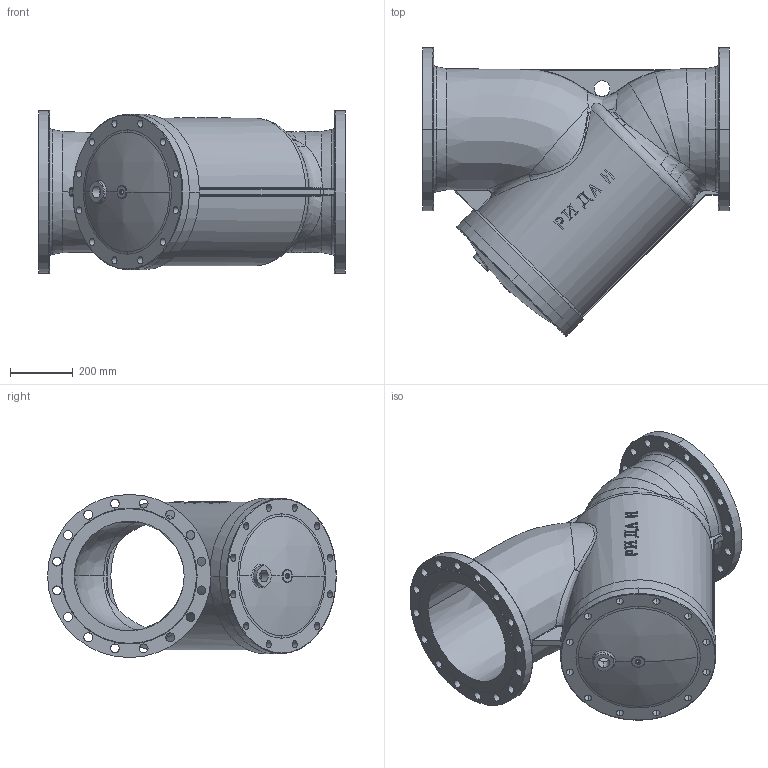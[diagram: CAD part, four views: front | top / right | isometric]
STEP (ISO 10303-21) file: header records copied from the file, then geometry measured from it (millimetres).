
FILE_DESCRIPTION (( 'STEP AP214' ), '1' );
FILE_NAME ('德标过滤器350装配体.STEP', '2023-04-11T08:54:17', ( '' ), ( '' ), 'SwSTEP 2.0', 'SolidWorks 2023', '' );
FILE_SCHEMA (( 'AUTOMOTIVE_DESIGN' ));
Length unit declared in the file: millimetre
Products named in the file (3): 350阀体; 德标过滤器350装配体; 350阀盖
Assembly tree (2 placements, depth 2):
  德标过滤器350装配体
    350阀体
    350阀盖
Bounding box: 980 x 919.96 x 520 mm (x, y, z)
Volume: 43426662.3 mm3; surface area: 4308233.1 mm2
Topology: 2 solids, 2 shells, 448 faces, 1172 edges, 724 vertices
Faces by surface type: cylinder 172, bspline 171, cone 41, torus 29, plane 29, sphere 6
Entity records: 68476 total; most frequent: CARTESIAN_POINT 58556, ORIENTED_EDGE 2278, DIRECTION 1653, EDGE_CURVE 1139, VERTEX_POINT 724, AXIS2_PLACEMENT_3D 717, EDGE_LOOP 573, B_SPLINE_CURVE_WITH_KNOTS 477
